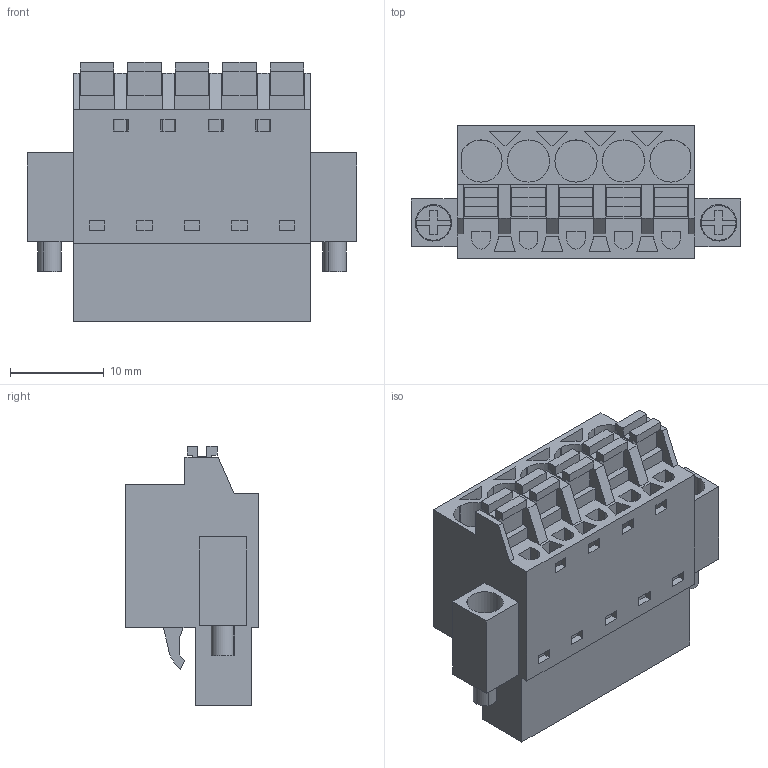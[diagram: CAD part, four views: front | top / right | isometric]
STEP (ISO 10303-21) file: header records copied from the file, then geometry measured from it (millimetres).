
FILE_DESCRIPTION(('CATIA V5 STEP Exchange','CAx-IF Rec.Pracs.--- Model Styling and Organization---1.2---2011-12-15'),'2;1');
FILE_NAME ('D1446522_0_1013120000_1013120000.stp','2017-04-28T12:29:19+00:00',('none'),('Weidmueller'),'CATIA Version 5-6 Release 2014','CATIA V5 STEP AP214','none');
FILE_SCHEMA(('AUTOMOTIVE_DESIGN { 1 0 10303 214 1 1 1 1 }'));
Length unit declared in the file: millimetre
Products named in the file (1): 1013120000
Bounding box: 35.2 x 14.2 x 27.73 mm (x, y, z)
Volume: 6434.5 mm3; surface area: 5079 mm2
Topology: 8 solids, 8 shells, 439 faces, 1220 edges, 840 vertices
Faces by surface type: plane 382, cylinder 56, extrusion 1
Entity records: 14042 total; most frequent: CARTESIAN_POINT 2730, ORIENTED_EDGE 2440, DIRECTION 1844, EDGE_CURVE 1220, VECTOR 1099, LINE 1098, VERTEX_POINT 840, EDGE_LOOP 502
